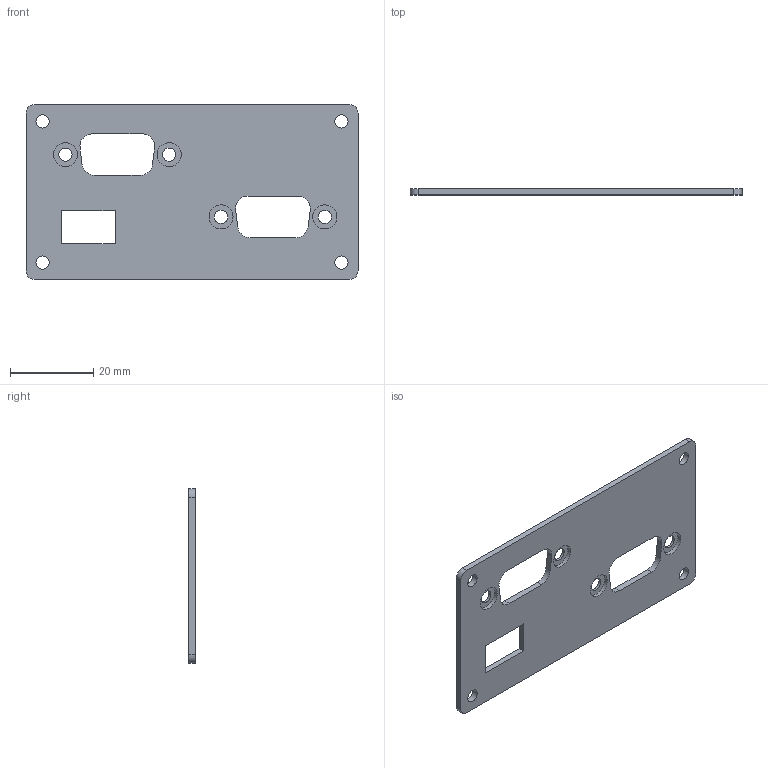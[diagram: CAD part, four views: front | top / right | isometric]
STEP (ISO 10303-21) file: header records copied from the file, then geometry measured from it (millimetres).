
FILE_DESCRIPTION( ( 'Unknown' ), '1' );
FILE_NAME( 'links.stp', 'Unknown', ( 'Unknown' ), ( 'Unknown' ), 'XStep 1.0', 'Unknown', ' ' );
FILE_SCHEMA( ( 'CONFIG_CONTROL_DESIGN' ) );
Length unit declared in the file: millimetre
Products named in the file (1): 1
Bounding box: 80 x 1.5 x 42 mm (x, y, z)
Volume: 4213.8 mm3; surface area: 6430.2 mm2
Topology: 1 solids, 1 shells, 46 faces, 124 edges, 84 vertices
Faces by surface type: cylinder 24, plane 22
Full cylindrical faces by diameter (mm): 3.2 x8, 5.8 x4
Entity records: 1460 total; most frequent: DIRECTION 250, CARTESIAN_POINT 235, ORIENTED_EDGE 216, EDGE_CURVE 108, AXIS2_PLACEMENT_3D 95, EDGE_LOOP 84, VERTEX_POINT 80, LINE 60
